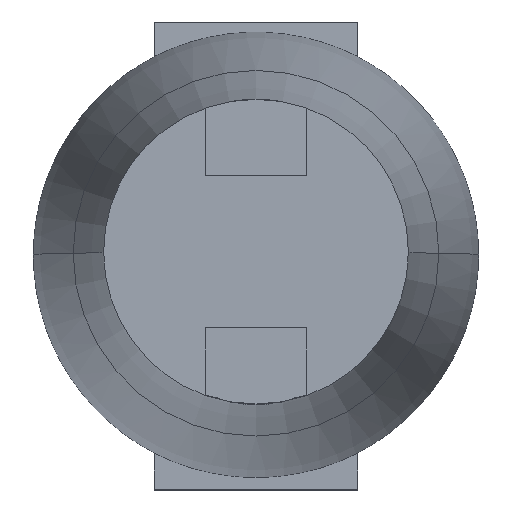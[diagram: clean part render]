
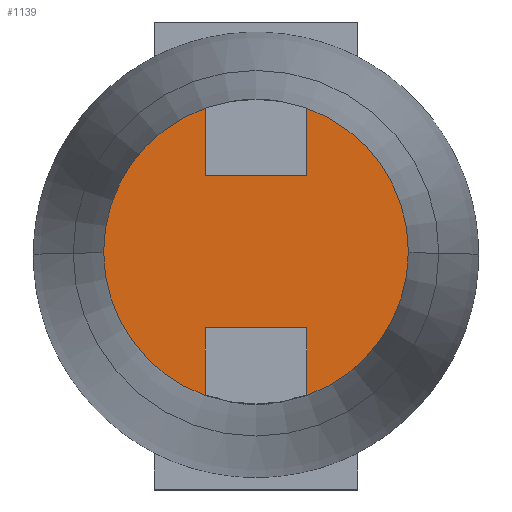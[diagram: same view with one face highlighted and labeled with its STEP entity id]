
A CAD part, top view. The second image highlights one B-rep face of the part: STEP entity #1139.
In plain terms, the highlighted planar face has unit normal (0, 0, 1).
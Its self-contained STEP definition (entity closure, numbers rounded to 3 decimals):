
#17 = CIRCLE ( 'NONE', #1247, 15. ) ;
#37 = CARTESIAN_POINT ( 'NONE',  ( 5., -7.5, 212.5 ) ) ;
#50 = EDGE_CURVE ( 'NONE', #59, #620, #975, .T. ) ;
#58 = EDGE_CURVE ( 'NONE', #1131, #584, #864, .T. ) ;
#59 = VERTEX_POINT ( 'NONE', #959 ) ;
#66 = ORIENTED_EDGE ( 'NONE', *, *, #58, .F. ) ;
#67 = CARTESIAN_POINT ( 'NONE',  ( 0., 0., 212.5 ) ) ;
#81 = CARTESIAN_POINT ( 'NONE',  ( -5., 14.142, 212.5 ) ) ;
#100 = VERTEX_POINT ( 'NONE', #81 ) ;
#128 = ORIENTED_EDGE ( 'NONE', *, *, #220, .F. ) ;
#142 = CARTESIAN_POINT ( 'NONE',  ( 0., 0., 212.5 ) ) ;
#152 = CIRCLE ( 'NONE', #1133, 15. ) ;
#208 = DIRECTION ( 'NONE',  ( -1., 0., 0. ) ) ;
#220 = EDGE_CURVE ( 'NONE', #441, #632, #17, .T. ) ;
#249 = FACE_OUTER_BOUND ( 'NONE', #1428, .T. ) ;
#250 = VECTOR ( 'NONE', #706, 1000. ) ;
#259 = EDGE_CURVE ( 'NONE', #584, #693, #1166, .T. ) ;
#263 = AXIS2_PLACEMENT_3D ( 'NONE', #67, #518, #942 ) ;
#264 = VECTOR ( 'NONE', #1094, 1000. ) ;
#292 = VECTOR ( 'NONE', #729, 1000. ) ;
#302 = DIRECTION ( 'NONE',  ( -1., 0., 0. ) ) ;
#306 = ORIENTED_EDGE ( 'NONE', *, *, #259, .F. ) ;
#362 = CARTESIAN_POINT ( 'NONE',  ( 15., 0., 212.5 ) ) ;
#382 = CARTESIAN_POINT ( 'NONE',  ( 5., 14.142, 212.5 ) ) ;
#413 = CARTESIAN_POINT ( 'NONE',  ( 0., 0., 212.5 ) ) ;
#420 = ORIENTED_EDGE ( 'NONE', *, *, #50, .F. ) ;
#421 = DIRECTION ( 'NONE',  ( 0., 0., -1. ) ) ;
#441 = VERTEX_POINT ( 'NONE', #953 ) ;
#448 = CARTESIAN_POINT ( 'NONE',  ( 0., 0., 212.5 ) ) ;
#456 = DIRECTION ( 'NONE',  ( -1., 0., 0. ) ) ;
#459 = VERTEX_POINT ( 'NONE', #1272 ) ;
#469 = CARTESIAN_POINT ( 'NONE',  ( -15., 0., 212.5 ) ) ;
#488 = CIRCLE ( 'NONE', #263, 15. ) ;
#505 = VECTOR ( 'NONE', #1282, 1000. ) ;
#518 = DIRECTION ( 'NONE',  ( 0., 0., -1. ) ) ;
#530 = ORIENTED_EDGE ( 'NONE', *, *, #646, .F. ) ;
#538 = AXIS2_PLACEMENT_3D ( 'NONE', #142, #596, #600 ) ;
#584 = VERTEX_POINT ( 'NONE', #877 ) ;
#596 = DIRECTION ( 'NONE',  ( 0., 0., -1. ) ) ;
#600 = DIRECTION ( 'NONE',  ( -1., 0., 0. ) ) ;
#616 = ORIENTED_EDGE ( 'NONE', *, *, #908, .F. ) ;
#620 = VERTEX_POINT ( 'NONE', #1427 ) ;
#632 = VERTEX_POINT ( 'NONE', #469 ) ;
#637 = EDGE_CURVE ( 'NONE', #693, #459, #891, .T. ) ;
#646 = EDGE_CURVE ( 'NONE', #100, #59, #796, .T. ) ;
#650 = ORIENTED_EDGE ( 'NONE', *, *, #872, .F. ) ;
#662 = CARTESIAN_POINT ( 'NONE',  ( -5., 14.142, 212.5 ) ) ;
#666 = ORIENTED_EDGE ( 'NONE', *, *, #637, .F. ) ;
#673 = EDGE_CURVE ( 'NONE', #620, #714, #1239, .T. ) ;
#693 = VERTEX_POINT ( 'NONE', #37 ) ;
#702 = PLANE ( 'NONE',  #538 ) ;
#706 = DIRECTION ( 'NONE',  ( 0., 1., 0. ) ) ;
#714 = VERTEX_POINT ( 'NONE', #382 ) ;
#729 = DIRECTION ( 'NONE',  ( 0., -1., 0. ) ) ;
#781 = ORIENTED_EDGE ( 'NONE', *, *, #922, .F. ) ;
#796 = LINE ( 'NONE', #662, #264 ) ;
#833 = CARTESIAN_POINT ( 'NONE',  ( 5., -14.142, 212.5 ) ) ;
#864 = CIRCLE ( 'NONE', #1171, 15. ) ;
#872 = EDGE_CURVE ( 'NONE', #459, #441, #1190, .T. ) ;
#874 = CARTESIAN_POINT ( 'NONE',  ( 5., 7.5, 212.5 ) ) ;
#877 = CARTESIAN_POINT ( 'NONE',  ( 5., -14.142, 212.5 ) ) ;
#883 = VECTOR ( 'NONE', #208, 1000. ) ;
#891 = LINE ( 'NONE', #1208, #883 ) ;
#908 = EDGE_CURVE ( 'NONE', #632, #100, #488, .T. ) ;
#922 = EDGE_CURVE ( 'NONE', #714, #1131, #152, .T. ) ;
#942 = DIRECTION ( 'NONE',  ( -1., 0., 0. ) ) ;
#953 = CARTESIAN_POINT ( 'NONE',  ( -5., -14.142, 212.5 ) ) ;
#959 = CARTESIAN_POINT ( 'NONE',  ( -5., 7.5, 212.5 ) ) ;
#962 = CARTESIAN_POINT ( 'NONE',  ( -5., -14.142, 212.5 ) ) ;
#975 = LINE ( 'NONE', #874, #1147 ) ;
#1046 = ORIENTED_EDGE ( 'NONE', *, *, #673, .F. ) ;
#1090 = DIRECTION ( 'NONE',  ( 1., 0., 0. ) ) ;
#1094 = DIRECTION ( 'NONE',  ( 0., -1., 0. ) ) ;
#1106 = DIRECTION ( 'NONE',  ( 0., 0., -1. ) ) ;
#1131 = VERTEX_POINT ( 'NONE', #362 ) ;
#1133 = AXIS2_PLACEMENT_3D ( 'NONE', #413, #1298, #302 ) ;
#1139 = ADVANCED_FACE ( 'NONE', ( #249 ), #702, .F. ) ;
#1147 = VECTOR ( 'NONE', #1090, 1000. ) ;
#1166 = LINE ( 'NONE', #833, #505 ) ;
#1171 = AXIS2_PLACEMENT_3D ( 'NONE', #1330, #421, #1220 ) ;
#1190 = LINE ( 'NONE', #962, #292 ) ;
#1208 = CARTESIAN_POINT ( 'NONE',  ( 5., -7.5, 212.5 ) ) ;
#1220 = DIRECTION ( 'NONE',  ( -1., 0., 0. ) ) ;
#1239 = LINE ( 'NONE', #1376, #250 ) ;
#1247 = AXIS2_PLACEMENT_3D ( 'NONE', #448, #1106, #456 ) ;
#1272 = CARTESIAN_POINT ( 'NONE',  ( -5., -7.5, 212.5 ) ) ;
#1282 = DIRECTION ( 'NONE',  ( 0., 1., 0. ) ) ;
#1298 = DIRECTION ( 'NONE',  ( 0., 0., -1. ) ) ;
#1330 = CARTESIAN_POINT ( 'NONE',  ( 0., 0., 212.5 ) ) ;
#1376 = CARTESIAN_POINT ( 'NONE',  ( 5., 14.142, 212.5 ) ) ;
#1427 = CARTESIAN_POINT ( 'NONE',  ( 5., 7.5, 212.5 ) ) ;
#1428 = EDGE_LOOP ( 'NONE', ( #1046, #420, #530, #616, #128, #650, #666, #306, #66, #781 ) ) ;
